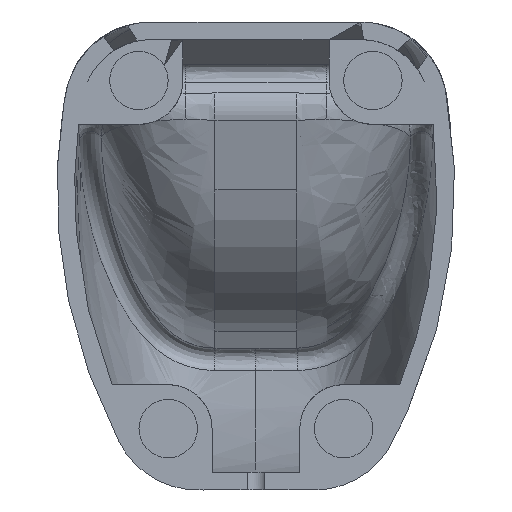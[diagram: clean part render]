
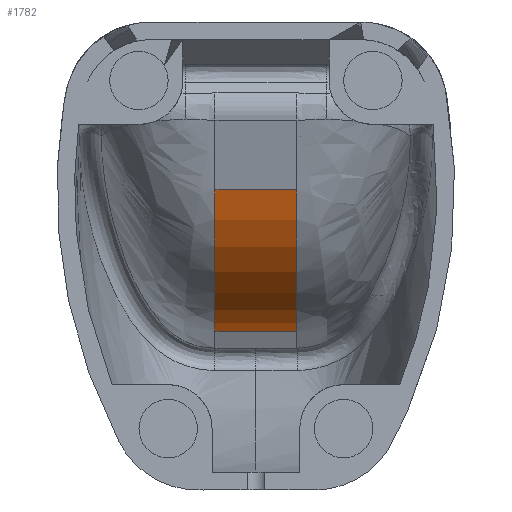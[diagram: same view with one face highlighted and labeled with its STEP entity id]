
A CAD part, front view. The second image highlights one B-rep face of the part: STEP entity #1782.
In plain terms, the highlighted cylindrical face has radius 33.25 mm (diameter 66.5 mm), a partial arc.
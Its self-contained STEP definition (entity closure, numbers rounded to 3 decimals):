
#49=CYLINDRICAL_SURFACE('',#1902,33.25);
#61=LINE('',#4637,#107);
#90=LINE('',#15510,#136);
#107=VECTOR('',#1956,10.);
#136=VECTOR('',#2157,10.);
#252=FACE_OUTER_BOUND('',#359,.T.);
#359=EDGE_LOOP('',(#1524,#1525,#1526,#1527));
#390=CIRCLE('',#1815,33.25);
#391=CIRCLE('',#1817,33.25);
#666=VERTEX_POINT('',#4567);
#667=VERTEX_POINT('',#4569);
#672=VERTEX_POINT('',#4635);
#678=VERTEX_POINT('',#5136);
#861=EDGE_CURVE('',#667,#666,#390,.T.);
#868=EDGE_CURVE('',#672,#666,#61,.T.);
#876=EDGE_CURVE('',#678,#672,#391,.T.);
#1046=EDGE_CURVE('',#678,#667,#90,.T.);
#1524=ORIENTED_EDGE('',*,*,#868,.F.);
#1525=ORIENTED_EDGE('',*,*,#876,.F.);
#1526=ORIENTED_EDGE('',*,*,#1046,.T.);
#1527=ORIENTED_EDGE('',*,*,#861,.T.);
#1782=ADVANCED_FACE('',(#252),#49,.T.);
#1815=AXIS2_PLACEMENT_3D('',#4570,#1950,#1951);
#1817=AXIS2_PLACEMENT_3D('',#5138,#1958,#1959);
#1902=AXIS2_PLACEMENT_3D('',#15509,#2155,#2156);
#1950=DIRECTION('center_axis',(1.,0.,0.));
#1951=DIRECTION('ref_axis',(0.,-0.966,-0.259));
#1956=DIRECTION('',(-1.,0.,0.));
#1958=DIRECTION('center_axis',(1.,0.,0.));
#1959=DIRECTION('ref_axis',(0.,-0.966,-0.259));
#2155=DIRECTION('center_axis',(1.,0.,0.));
#2156=DIRECTION('ref_axis',(0.,-0.966,-0.259));
#2157=DIRECTION('',(-1.,0.,0.));
#4567=CARTESIAN_POINT('',(-7.,57.31,-22.845));
#4569=CARTESIAN_POINT('',(-7.,30.967,1.294));
#4570=CARTESIAN_POINT('Origin',(-7.,63.084,9.899));
#4635=CARTESIAN_POINT('',(7.,57.31,-22.845));
#4637=CARTESIAN_POINT('',(0.,57.31,-22.845));
#5136=CARTESIAN_POINT('',(7.,30.967,1.294));
#5138=CARTESIAN_POINT('Origin',(7.,63.084,9.899));
#15509=CARTESIAN_POINT('Origin',(0.,63.084,
9.899));
#15510=CARTESIAN_POINT('',(0.,30.967,1.294));
